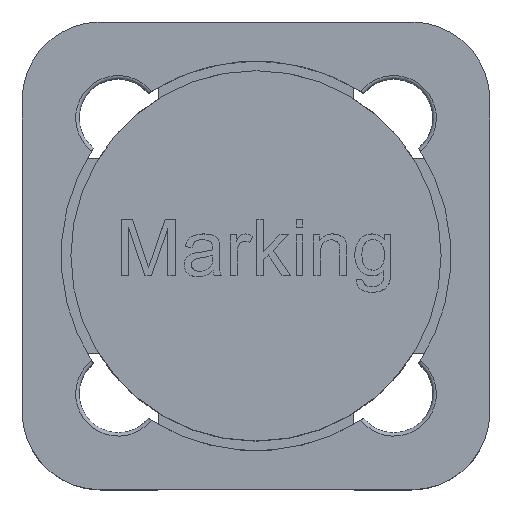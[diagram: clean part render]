
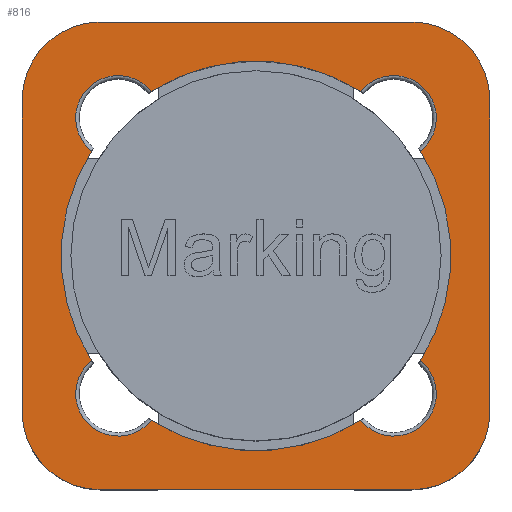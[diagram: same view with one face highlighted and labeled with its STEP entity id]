
A CAD part, top view. The second image highlights one B-rep face of the part: STEP entity #816.
In plain terms, the highlighted planar face has unit normal (0, 0, 1).
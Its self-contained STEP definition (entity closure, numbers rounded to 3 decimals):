
#816 = ADVANCED_FACE( '', ( #1676, #1677 ), #1678, .T. );
#1676 = FACE_OUTER_BOUND( '', #2205, .T. );
#1677 = FACE_BOUND( '', #2206, .T. );
#1678 = PLANE( '', #2207 );
#2205 = EDGE_LOOP( '', ( #3686, #3687, #3688, #3689, #3690, #3691, #3692, #3693 ) );
#2206 = EDGE_LOOP( '', ( #3694, #3695, #3696, #3697, #3698, #3699, #3700, #3701 ) );
#2207 = AXIS2_PLACEMENT_3D( '', #3702, #3703, #3704 );
#3686 = ORIENTED_EDGE( '', *, *, #4707, .T. );
#3687 = ORIENTED_EDGE( '', *, *, #4645, .T. );
#3688 = ORIENTED_EDGE( '', *, *, #4702, .T. );
#3689 = ORIENTED_EDGE( '', *, *, #4708, .T. );
#3690 = ORIENTED_EDGE( '', *, *, #4709, .T. );
#3691 = ORIENTED_EDGE( '', *, *, #4710, .T. );
#3692 = ORIENTED_EDGE( '', *, *, #4711, .T. );
#3693 = ORIENTED_EDGE( '', *, *, #4712, .T. );
#3694 = ORIENTED_EDGE( '', *, *, #4672, .T. );
#3695 = ORIENTED_EDGE( '', *, *, #4713, .T. );
#3696 = ORIENTED_EDGE( '', *, *, #4642, .T. );
#3697 = ORIENTED_EDGE( '', *, *, #4704, .T. );
#3698 = ORIENTED_EDGE( '', *, *, #4653, .T. );
#3699 = ORIENTED_EDGE( '', *, *, #4714, .T. );
#3700 = ORIENTED_EDGE( '', *, *, #4628, .T. );
#3701 = ORIENTED_EDGE( '', *, *, #4715, .T. );
#3702 = CARTESIAN_POINT( '', ( -6., -6., 2.125 ) );
#3703 = DIRECTION( '', ( 0., 0., 1. ) );
#3704 = DIRECTION( '', ( 1., 0., 0. ) );
#4628 = EDGE_CURVE( '', #5433, #5431, #5434, .T. );
#4642 = EDGE_CURVE( '', #5455, #5453, #5456, .T. );
#4645 = EDGE_CURVE( '', #5460, #5461, #5462, .T. );
#4653 = EDGE_CURVE( '', #5476, #5474, #5477, .T. );
#4672 = EDGE_CURVE( '', #5508, #5506, #5509, .T. );
#4702 = EDGE_CURVE( '', #5461, #5555, #5557, .T. );
#4704 = EDGE_CURVE( '', #5453, #5476, #5559, .F. );
#4707 = EDGE_CURVE( '', #5562, #5460, #5563, .T. );
#4708 = EDGE_CURVE( '', #5555, #5564, #5565, .T. );
#4709 = EDGE_CURVE( '', #5564, #5566, #5567, .T. );
#4710 = EDGE_CURVE( '', #5566, #5568, #5569, .T. );
#4711 = EDGE_CURVE( '', #5568, #5570, #5571, .T. );
#4712 = EDGE_CURVE( '', #5570, #5562, #5572, .T. );
#4713 = EDGE_CURVE( '', #5506, #5455, #5573, .F. );
#4714 = EDGE_CURVE( '', #5474, #5433, #5574, .F. );
#4715 = EDGE_CURVE( '', #5431, #5508, #5575, .F. );
#5431 = VERTEX_POINT( '', #6804 );
#5433 = VERTEX_POINT( '', #6821 );
#5434 = CIRCLE( '', #6822, 5. );
#5453 = VERTEX_POINT( '', #6951 );
#5455 = VERTEX_POINT( '', #6968 );
#5456 = CIRCLE( '', #6969, 5. );
#5460 = VERTEX_POINT( '', #6989 );
#5461 = VERTEX_POINT( '', #6990 );
#5462 = CIRCLE( '', #6991, 2. );
#5474 = VERTEX_POINT( '', #7022 );
#5476 = VERTEX_POINT( '', #7039 );
#5477 = CIRCLE( '', #7040, 5. );
#5506 = VERTEX_POINT( '', #7118 );
#5508 = VERTEX_POINT( '', #7135 );
#5509 = CIRCLE( '', #7136, 5. );
#5555 = VERTEX_POINT( '', #7249 );
#5557 = LINE( '', #7252, #7253 );
#5559 = CIRCLE( '', #7255, 1.09 );
#5562 = VERTEX_POINT( '', #7258 );
#5563 = LINE( '', #7259, #7260 );
#5564 = VERTEX_POINT( '', #7261 );
#5565 = CIRCLE( '', #7262, 2. );
#5566 = VERTEX_POINT( '', #7263 );
#5567 = LINE( '', #7264, #7265 );
#5568 = VERTEX_POINT( '', #7266 );
#5569 = CIRCLE( '', #7267, 2. );
#5570 = VERTEX_POINT( '', #7268 );
#5571 = LINE( '', #7269, #7270 );
#5572 = CIRCLE( '', #7271, 2. );
#5573 = CIRCLE( '', #7272, 1.09 );
#5574 = CIRCLE( '', #7273, 1.09 );
#5575 = CIRCLE( '', #7274, 1.09 );
#6804 = CARTESIAN_POINT( '', ( -2.685, -4.218, 2.125 ) );
#6821 = CARTESIAN_POINT( '', ( 2.685, -4.218, 2.125 ) );
#6822 = AXIS2_PLACEMENT_3D( '', #7446, #7447, #7448 );
#6951 = CARTESIAN_POINT( '', ( 2.685, 4.218, 2.125 ) );
#6968 = CARTESIAN_POINT( '', ( -2.685, 4.218, 2.125 ) );
#6969 = AXIS2_PLACEMENT_3D( '', #7457, #7458, #7459 );
#6989 = CARTESIAN_POINT( '', ( -6., -4., 2.125 ) );
#6990 = CARTESIAN_POINT( '', ( -4., -6., 2.125 ) );
#6991 = AXIS2_PLACEMENT_3D( '', #7461, #7462, #7463 );
#7022 = CARTESIAN_POINT( '', ( 4.218, -2.685, 2.125 ) );
#7039 = CARTESIAN_POINT( '', ( 4.218, 2.685, 2.125 ) );
#7040 = AXIS2_PLACEMENT_3D( '', #7471, #7472, #7473 );
#7118 = CARTESIAN_POINT( '', ( -4.218, 2.685, 2.125 ) );
#7135 = CARTESIAN_POINT( '', ( -4.218, -2.685, 2.125 ) );
#7136 = AXIS2_PLACEMENT_3D( '', #7502, #7503, #7504 );
#7249 = CARTESIAN_POINT( '', ( 4., -6., 2.125 ) );
#7252 = CARTESIAN_POINT( '', ( -6., -6., 2.125 ) );
#7253 = VECTOR( '', #7552, 1000. );
#7255 = AXIS2_PLACEMENT_3D( '', #7556, #7557, #7558 );
#7258 = CARTESIAN_POINT( '', ( -6., 4., 2.125 ) );
#7259 = CARTESIAN_POINT( '', ( -6., 6., 2.125 ) );
#7260 = VECTOR( '', #7565, 1000. );
#7261 = CARTESIAN_POINT( '', ( 6., -4., 2.125 ) );
#7262 = AXIS2_PLACEMENT_3D( '', #7566, #7567, #7568 );
#7263 = CARTESIAN_POINT( '', ( 6., 4., 2.125 ) );
#7264 = CARTESIAN_POINT( '', ( 6., -6., 2.125 ) );
#7265 = VECTOR( '', #7569, 1000. );
#7266 = CARTESIAN_POINT( '', ( 4., 6., 2.125 ) );
#7267 = AXIS2_PLACEMENT_3D( '', #7570, #7571, #7572 );
#7268 = CARTESIAN_POINT( '', ( -4., 6., 2.125 ) );
#7269 = CARTESIAN_POINT( '', ( 6., 6., 2.125 ) );
#7270 = VECTOR( '', #7573, 1000. );
#7271 = AXIS2_PLACEMENT_3D( '', #7574, #7575, #7576 );
#7272 = AXIS2_PLACEMENT_3D( '', #7577, #7578, #7579 );
#7273 = AXIS2_PLACEMENT_3D( '', #7580, #7581, #7582 );
#7274 = AXIS2_PLACEMENT_3D( '', #7583, #7584, #7585 );
#7446 = CARTESIAN_POINT( '', ( 0., 0., 2.125 ) );
#7447 = DIRECTION( '', ( 0., 0., -1. ) );
#7448 = DIRECTION( '', ( 1., 0., 0. ) );
#7457 = CARTESIAN_POINT( '', ( 0., 0., 2.125 ) );
#7458 = DIRECTION( '', ( 0., 0., -1. ) );
#7459 = DIRECTION( '', ( 1., 0., 0. ) );
#7461 = CARTESIAN_POINT( '', ( -4., -4., 2.125 ) );
#7462 = DIRECTION( '', ( 0., 0., 1. ) );
#7463 = DIRECTION( '', ( 1., 0., 0. ) );
#7471 = CARTESIAN_POINT( '', ( 0., 0., 2.125 ) );
#7472 = DIRECTION( '', ( 0., 0., -1. ) );
#7473 = DIRECTION( '', ( 1., 0., 0. ) );
#7502 = CARTESIAN_POINT( '', ( 0., 0., 2.125 ) );
#7503 = DIRECTION( '', ( 0., 0., -1. ) );
#7504 = DIRECTION( '', ( 1., 0., 0. ) );
#7552 = DIRECTION( '', ( 1., 0., 0. ) );
#7556 = CARTESIAN_POINT( '', ( 3.536, 3.536, 2.125 ) );
#7557 = DIRECTION( '', ( 0., 0., 1. ) );
#7558 = DIRECTION( '', ( 1., 0., 0. ) );
#7565 = DIRECTION( '', ( 0., -1., 0. ) );
#7566 = CARTESIAN_POINT( '', ( 4., -4., 2.125 ) );
#7567 = DIRECTION( '', ( 0., 0., 1. ) );
#7568 = DIRECTION( '', ( 1., 0., 0. ) );
#7569 = DIRECTION( '', ( 0., 1., 0. ) );
#7570 = CARTESIAN_POINT( '', ( 4., 4., 2.125 ) );
#7571 = DIRECTION( '', ( 0., 0., 1. ) );
#7572 = DIRECTION( '', ( 1., 0., 0. ) );
#7573 = DIRECTION( '', ( -1., 0., 0. ) );
#7574 = CARTESIAN_POINT( '', ( -4., 4., 2.125 ) );
#7575 = DIRECTION( '', ( 0., 0., 1. ) );
#7576 = DIRECTION( '', ( 1., 0., 0. ) );
#7577 = CARTESIAN_POINT( '', ( -3.536, 3.536, 2.125 ) );
#7578 = DIRECTION( '', ( 0., 0., 1. ) );
#7579 = DIRECTION( '', ( 1., 0., 0. ) );
#7580 = CARTESIAN_POINT( '', ( 3.536, -3.536, 2.125 ) );
#7581 = DIRECTION( '', ( 0., 0., 1. ) );
#7582 = DIRECTION( '', ( 1., 0., 0. ) );
#7583 = CARTESIAN_POINT( '', ( -3.536, -3.536, 2.125 ) );
#7584 = DIRECTION( '', ( 0., 0., 1. ) );
#7585 = DIRECTION( '', ( 1., 0., 0. ) );
